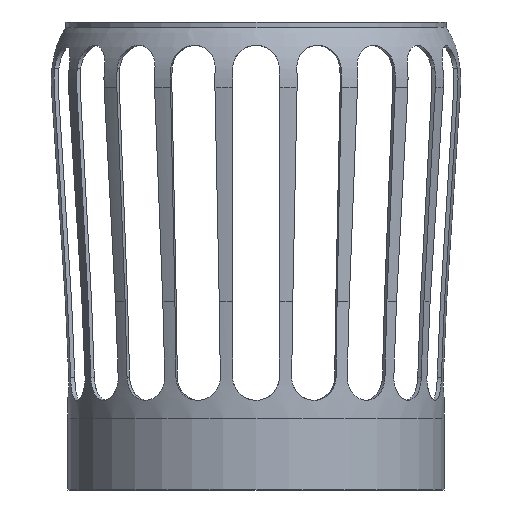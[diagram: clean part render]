
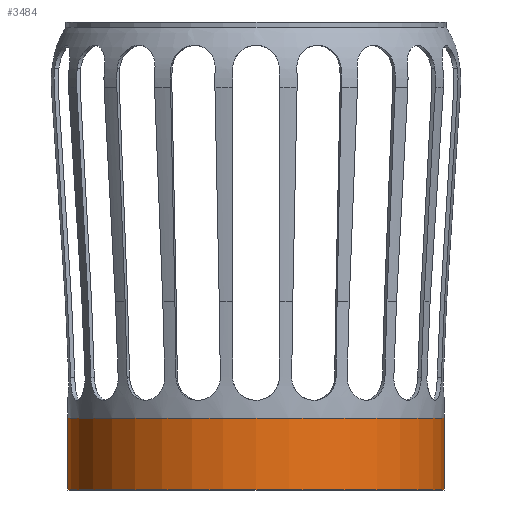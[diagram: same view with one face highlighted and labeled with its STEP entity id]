
A CAD part, front view. The second image highlights one B-rep face of the part: STEP entity #3484.
In plain terms, the highlighted cylindrical face has radius 525 mm (diameter 1050 mm), a full revolution.
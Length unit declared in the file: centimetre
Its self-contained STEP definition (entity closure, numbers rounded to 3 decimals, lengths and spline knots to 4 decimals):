
#626=FACE_OUTER_BOUND('',#813,.T.);
#813=EDGE_LOOP('',(#3226,#3227,#3228,#3229,#3230));
#973=CIRCLE('',#4081,52.5);
#974=CIRCLE('',#4082,52.5);
#976=CIRCLE('',#4090,52.5);
#1383=VERTEX_POINT('',#9630);
#1384=VERTEX_POINT('',#9631);
#1388=VERTEX_POINT('',#9701);
#1991=EDGE_CURVE('',#1383,#1384,#973,.T.);
#1992=EDGE_CURVE('',#1384,#1383,#974,.T.);
#2003=EDGE_CURVE('',#1384,#1388,#3626,.T.);
#2004=EDGE_CURVE('',#1388,#1388,#976,.T.);
#3226=ORIENTED_EDGE('',*,*,#1991,.F.);
#3227=ORIENTED_EDGE('',*,*,#1992,.F.);
#3228=ORIENTED_EDGE('',*,*,#2003,.T.);
#3229=ORIENTED_EDGE('',*,*,#2004,.T.);
#3230=ORIENTED_EDGE('',*,*,#2003,.F.);
#3317=CYLINDRICAL_SURFACE('',#4089,52.5);
#3484=ADVANCED_FACE('',(#626),#3317,.T.);
#3626=LINE('',#9702,#3761);
#3761=VECTOR('',#4880,52.5);
#4081=AXIS2_PLACEMENT_3D('',#9632,#4858,#4859);
#4082=AXIS2_PLACEMENT_3D('',#9633,#4860,#4861);
#4089=AXIS2_PLACEMENT_3D('',#9700,#4878,#4879);
#4090=AXIS2_PLACEMENT_3D('',#9703,#4881,#4882);
#4858=DIRECTION('center_axis',(0.,0.,1.));
#4859=DIRECTION('ref_axis',(1.,0.,0.));
#4860=DIRECTION('center_axis',(0.,0.,1.));
#4861=DIRECTION('ref_axis',(1.,0.,0.));
#4878=DIRECTION('center_axis',(0.,0.,1.));
#4879=DIRECTION('ref_axis',(-1.,0.,0.));
#4880=DIRECTION('',(0.,0.,-1.));
#4881=DIRECTION('center_axis',(0.,0.,1.));
#4882=DIRECTION('ref_axis',(1.,0.,0.));
#9630=CARTESIAN_POINT('',(0.,52.5,20.));
#9631=CARTESIAN_POINT('',(52.5,0.,20.));
#9632=CARTESIAN_POINT('Origin',(0.,0.,20.));
#9633=CARTESIAN_POINT('Origin',(0.,0.,20.));
#9700=CARTESIAN_POINT('Origin',(0.,0.,10.));
#9701=CARTESIAN_POINT('',(52.5,0.,0.));
#9702=CARTESIAN_POINT('',(52.5,0.,10.));
#9703=CARTESIAN_POINT('Origin',(0.,0.,0.));
